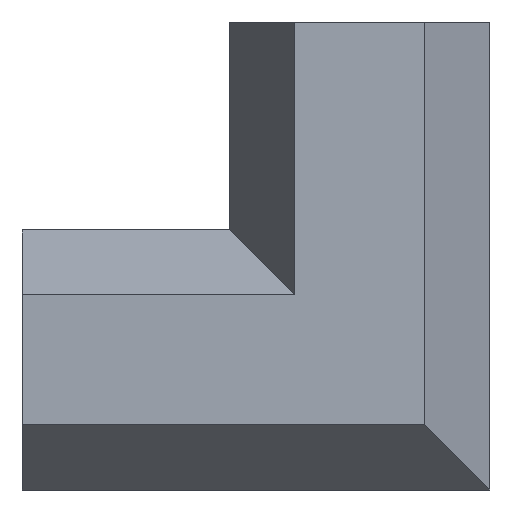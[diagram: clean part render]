
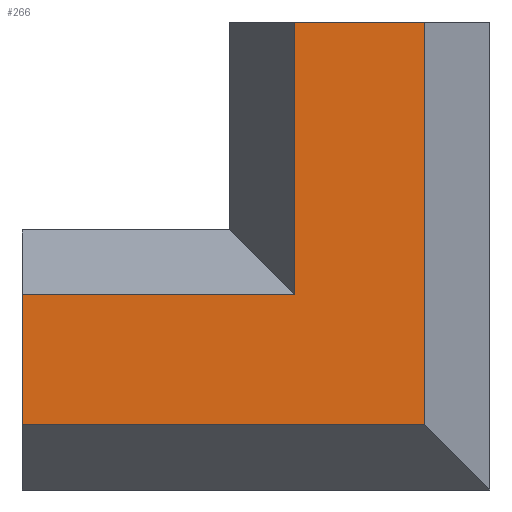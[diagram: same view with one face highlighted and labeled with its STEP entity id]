
A CAD part, top view. The second image highlights one B-rep face of the part: STEP entity #266.
In plain terms, the highlighted planar face has unit normal (0, 0, 1).
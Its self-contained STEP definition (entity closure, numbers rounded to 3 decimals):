
#27=PLANE('',#299);
#41=FACE_OUTER_BOUND('',#56,.T.);
#56=EDGE_LOOP('',(#239,#240,#241,#242,#243,#244));
#62=LINE('',#385,#92);
#70=LINE('',#400,#100);
#71=LINE('',#403,#101);
#79=LINE('',#421,#109);
#89=LINE('',#440,#119);
#90=LINE('',#442,#120);
#92=VECTOR('',#316,10.);
#100=VECTOR('',#326,10.);
#101=VECTOR('',#329,10.);
#109=VECTOR('',#347,10.);
#119=VECTOR('',#365,10.);
#120=VECTOR('',#368,10.);
#128=VERTEX_POINT('',#383);
#129=VERTEX_POINT('',#384);
#135=VERTEX_POINT('',#397);
#136=VERTEX_POINT('',#402);
#141=VERTEX_POINT('',#420);
#146=VERTEX_POINT('',#438);
#152=EDGE_CURVE('',#128,#129,#62,.T.);
#160=EDGE_CURVE('',#135,#129,#70,.T.);
#161=EDGE_CURVE('',#128,#136,#71,.T.);
#170=EDGE_CURVE('',#141,#135,#79,.T.);
#180=EDGE_CURVE('',#136,#146,#89,.T.);
#181=EDGE_CURVE('',#141,#146,#90,.T.);
#239=ORIENTED_EDGE('',*,*,#180,.T.);
#240=ORIENTED_EDGE('',*,*,#181,.F.);
#241=ORIENTED_EDGE('',*,*,#170,.T.);
#242=ORIENTED_EDGE('',*,*,#160,.T.);
#243=ORIENTED_EDGE('',*,*,#152,.F.);
#244=ORIENTED_EDGE('',*,*,#161,.T.);
#266=ADVANCED_FACE('',(#41),#27,.T.);
#299=AXIS2_PLACEMENT_3D('',#441,#366,#367);
#316=DIRECTION('',(0.,1.,0.));
#326=DIRECTION('',(-1.,0.,0.));
#329=DIRECTION('',(1.,0.,0.));
#347=DIRECTION('',(0.,-1.,0.));
#365=DIRECTION('',(0.,1.,0.));
#366=DIRECTION('center_axis',(0.,0.,1.));
#367=DIRECTION('ref_axis',(1.,0.,0.));
#368=DIRECTION('',(1.,0.,0.));
#383=CARTESIAN_POINT('',(0.,-5.774,10.));
#384=CARTESIAN_POINT('',(0.,5.774,10.));
#385=CARTESIAN_POINT('',(0.,5.774,10.));
#397=CARTESIAN_POINT('',(24.226,5.774,10.));
#400=CARTESIAN_POINT('',(30.,5.774,10.));
#402=CARTESIAN_POINT('',(35.774,-5.774,10.));
#403=CARTESIAN_POINT('',(30.,-5.774,10.));
#420=CARTESIAN_POINT('',(24.226,30.,10.));
#421=CARTESIAN_POINT('',(24.226,28.,10.));
#438=CARTESIAN_POINT('',(35.774,30.,10.));
#440=CARTESIAN_POINT('',(35.774,28.,10.));
#441=CARTESIAN_POINT('Origin',(24.226,28.,10.));
#442=CARTESIAN_POINT('',(24.226,30.,10.));
